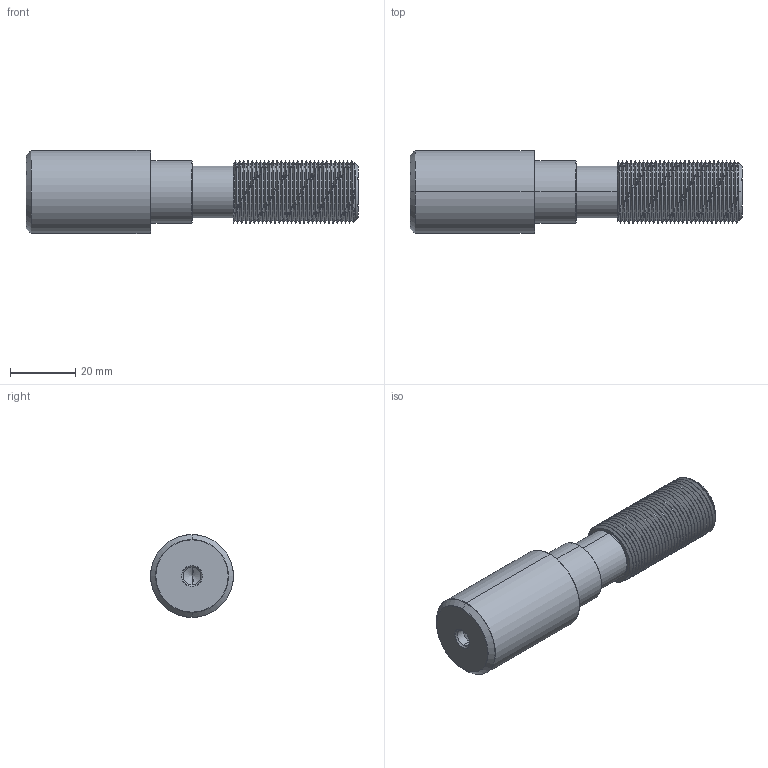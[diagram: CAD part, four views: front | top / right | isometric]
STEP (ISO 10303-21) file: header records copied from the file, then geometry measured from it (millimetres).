
FILE_DESCRIPTION (( 'STEP AP203' ), '1' );
FILE_NAME ('.75-20-UNEF.STEP', '2020-01-29T23:47:06', ( '' ), ( '' ), 'SwSTEP 2.0', 'SolidWorks 2019', '' );
FILE_SCHEMA (( 'CONFIG_CONTROL_DESIGN' ));
Length unit declared in the file: inch
Products named in the file (1): .75-20-UNEF
Bounding box: 101.6 x 25.4 x 25.4 mm (x, y, z)
Volume: 34954.8 mm3; surface area: 9351.8 mm2
Topology: 1 solids, 1 shells, 172 faces, 468 edges, 299 vertices
Faces by surface type: cylinder 129, torus 23, cone 13, plane 5, bspline 2
Entity records: 8924 total; most frequent: CARTESIAN_POINT 5196, ORIENTED_EDGE 928, DIRECTION 640, EDGE_CURVE 464, VERTEX_POINT 299, AXIS2_PLACEMENT_3D 250, EDGE_LOOP 177, ADVANCED_FACE 172
